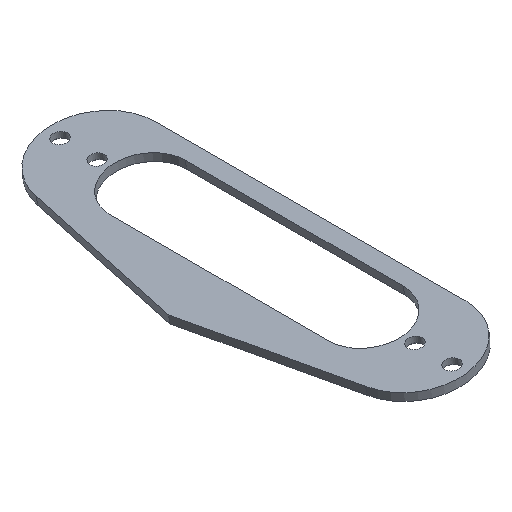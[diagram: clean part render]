
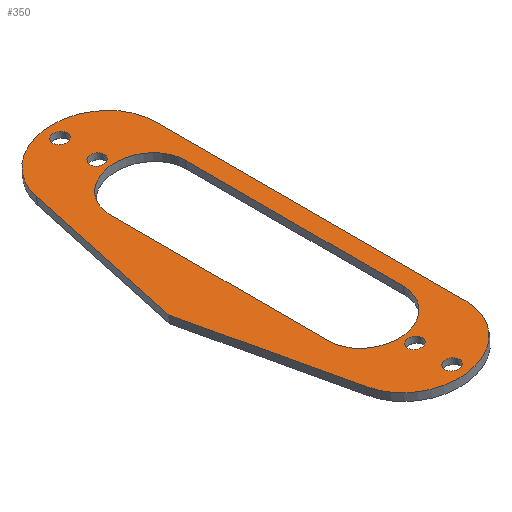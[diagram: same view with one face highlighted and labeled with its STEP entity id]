
A CAD part, isometric view. The second image highlights one B-rep face of the part: STEP entity #350.
In plain terms, the highlighted planar face has unit normal (-0.131, 0, 0.991).
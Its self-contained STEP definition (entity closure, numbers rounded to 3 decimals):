
#24=FACE_BOUND('',#95,.T.);
#25=FACE_BOUND('',#96,.T.);
#26=FACE_BOUND('',#97,.T.);
#27=FACE_BOUND('',#98,.T.);
#28=FACE_BOUND('',#99,.T.);
#30=CIRCLE('',#374,13.5);
#39=CIRCLE('',#386,1.75);
#41=CIRCLE('',#389,1.75);
#43=CIRCLE('',#392,1.75);
#45=CIRCLE('',#395,1.75);
#46=CIRCLE('',#398,9.15);
#47=CIRCLE('',#401,13.5);
#48=CIRCLE('',#403,9.15);
#70=FACE_OUTER_BOUND('',#94,.T.);
#94=EDGE_LOOP('',(#297,#298,#299,#300,#301));
#95=EDGE_LOOP('',(#302));
#96=EDGE_LOOP('',(#303));
#97=EDGE_LOOP('',(#304));
#98=EDGE_LOOP('',(#305));
#99=EDGE_LOOP('',(#306,#307,#308,#309));
#108=LINE('',#525,#135);
#111=LINE('',#531,#138);
#115=LINE('',#543,#142);
#123=LINE('',#590,#150);
#127=LINE('',#599,#154);
#135=VECTOR('',#416,10.);
#138=VECTOR('',#421,10.);
#142=VECTOR('',#433,10.);
#150=VECTOR('',#483,10.);
#154=VECTOR('',#493,10.);
#159=VERTEX_POINT('',#518);
#162=VERTEX_POINT('',#523);
#164=VERTEX_POINT('',#529);
#166=VERTEX_POINT('',#535);
#168=VERTEX_POINT('',#541);
#178=VERTEX_POINT('',#565);
#180=VERTEX_POINT('',#571);
#182=VERTEX_POINT('',#577);
#184=VERTEX_POINT('',#583);
#185=VERTEX_POINT('',#587);
#186=VERTEX_POINT('',#589);
#187=VERTEX_POINT('',#593);
#188=VERTEX_POINT('',#597);
#192=EDGE_CURVE('',#159,#162,#108,.T.);
#195=EDGE_CURVE('',#162,#164,#111,.T.);
#198=EDGE_CURVE('',#164,#166,#30,.T.);
#201=EDGE_CURVE('',#166,#168,#115,.T.);
#213=EDGE_CURVE('',#178,#178,#39,.T.);
#216=EDGE_CURVE('',#180,#180,#41,.T.);
#219=EDGE_CURVE('',#182,#182,#43,.T.);
#222=EDGE_CURVE('',#184,#184,#45,.T.);
#224=EDGE_CURVE('',#186,#185,#123,.T.);
#227=EDGE_CURVE('',#185,#187,#46,.T.);
#229=EDGE_CURVE('',#187,#188,#127,.T.);
#230=EDGE_CURVE('',#168,#159,#47,.T.);
#231=EDGE_CURVE('',#186,#188,#48,.T.);
#297=ORIENTED_EDGE('',*,*,#192,.T.);
#298=ORIENTED_EDGE('',*,*,#195,.T.);
#299=ORIENTED_EDGE('',*,*,#198,.T.);
#300=ORIENTED_EDGE('',*,*,#201,.T.);
#301=ORIENTED_EDGE('',*,*,#230,.T.);
#302=ORIENTED_EDGE('',*,*,#213,.T.);
#303=ORIENTED_EDGE('',*,*,#216,.T.);
#304=ORIENTED_EDGE('',*,*,#219,.T.);
#305=ORIENTED_EDGE('',*,*,#222,.T.);
#306=ORIENTED_EDGE('',*,*,#224,.T.);
#307=ORIENTED_EDGE('',*,*,#227,.T.);
#308=ORIENTED_EDGE('',*,*,#229,.T.);
#309=ORIENTED_EDGE('',*,*,#231,.F.);
#336=PLANE('',#402);
#350=ADVANCED_FACE('',(#70,#24,#25,#26,#27,#28),#336,.F.);
#374=AXIS2_PLACEMENT_3D('',#537,#427,#428);
#386=AXIS2_PLACEMENT_3D('',#567,#457,#458);
#389=AXIS2_PLACEMENT_3D('',#573,#464,#465);
#392=AXIS2_PLACEMENT_3D('',#579,#471,#472);
#395=AXIS2_PLACEMENT_3D('',#585,#478,#479);
#398=AXIS2_PLACEMENT_3D('',#595,#488,#489);
#401=AXIS2_PLACEMENT_3D('',#601,#496,#497);
#402=AXIS2_PLACEMENT_3D('',#602,#498,#499);
#403=AXIS2_PLACEMENT_3D('',#603,#500,#501);
#416=DIRECTION('',(-0.193,-0.981,-0.025));
#421=DIRECTION('',(0.193,-0.981,0.025));
#427=DIRECTION('center_axis',(-0.131,0.,0.991));
#428=DIRECTION('ref_axis',(0.991,0.,0.131));
#433=DIRECTION('',(0.,1.,0.));
#457=DIRECTION('center_axis',(0.131,0.,-0.991));
#458=DIRECTION('ref_axis',(0.,-1.,0.));
#464=DIRECTION('center_axis',(0.131,0.,-0.991));
#465=DIRECTION('ref_axis',(0.,-1.,0.));
#471=DIRECTION('center_axis',(0.131,0.,-0.991));
#472=DIRECTION('ref_axis',(0.,-1.,0.));
#478=DIRECTION('center_axis',(0.131,0.,-0.991));
#479=DIRECTION('ref_axis',(0.,-1.,0.));
#483=DIRECTION('',(0.,-1.,0.));
#488=DIRECTION('center_axis',(0.131,0.,-0.991));
#489=DIRECTION('ref_axis',(0.,-1.,0.));
#493=DIRECTION('',(0.,1.,0.));
#496=DIRECTION('center_axis',(-0.131,0.,0.991));
#497=DIRECTION('ref_axis',(-0.977,0.168,-0.129));
#498=DIRECTION('center_axis',(0.131,0.,-0.991));
#499=DIRECTION('ref_axis',(0.,-1.,0.));
#500=DIRECTION('center_axis',(-0.131,0.,0.991));
#501=DIRECTION('ref_axis',(0.,-1.,0.));
#518=CARTESIAN_POINT('',(-15.413,12.178,78.048));
#523=CARTESIAN_POINT('',(-23.255,-27.71,77.016));
#525=CARTESIAN_POINT('',(-22.929,-26.055,77.059));
#529=CARTESIAN_POINT('',(-15.413,-67.599,78.048));
#531=CARTESIAN_POINT('',(-19.008,-49.311,77.575));
#535=CARTESIAN_POINT('',(11.166,-65.335,81.547));
#537=CARTESIAN_POINT('Origin',(-2.218,-65.335,79.785));
#541=CARTESIAN_POINT('',(11.166,9.915,81.547));
#543=CARTESIAN_POINT('',(11.166,-8.898,81.547));
#565=CARTESIAN_POINT('',(-2.09,-73.46,79.802));
#567=CARTESIAN_POINT('Origin',(-2.09,-75.21,79.802));
#571=CARTESIAN_POINT('',(-2.09,-64.46,79.802));
#573=CARTESIAN_POINT('Origin',(-2.09,-66.21,79.802));
#577=CARTESIAN_POINT('',(-2.09,21.54,79.802));
#579=CARTESIAN_POINT('Origin',(-2.09,19.79,79.802));
#583=CARTESIAN_POINT('',(-2.09,12.54,79.802));
#585=CARTESIAN_POINT('Origin',(-2.09,10.79,79.802));
#587=CARTESIAN_POINT('',(7.201,-54.119,81.025));
#589=CARTESIAN_POINT('',(7.201,-1.302,81.025));
#590=CARTESIAN_POINT('',(7.201,-40.915,81.025));
#593=CARTESIAN_POINT('',(-10.943,-54.119,78.637));
#595=CARTESIAN_POINT('Origin',(-1.871,-54.119,79.831));
#597=CARTESIAN_POINT('',(-10.943,-1.302,78.637));
#599=CARTESIAN_POINT('',(-10.943,-14.506,78.637));
#601=CARTESIAN_POINT('Origin',(-2.218,9.915,79.785));
#602=CARTESIAN_POINT('Origin',(-6.044,-27.71,79.282));
#603=CARTESIAN_POINT('Origin',(-1.871,-1.302,79.831));
